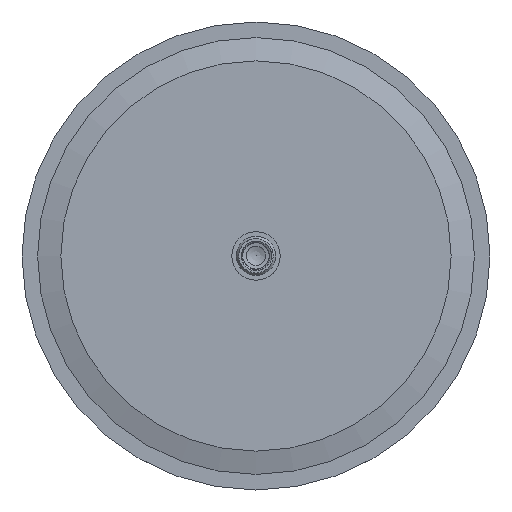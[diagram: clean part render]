
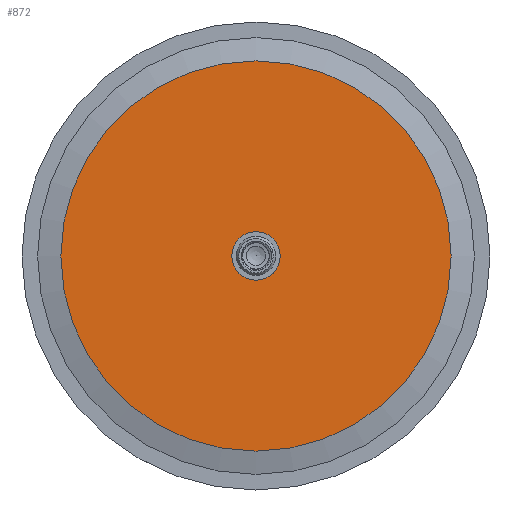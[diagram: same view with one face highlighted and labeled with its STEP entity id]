
A CAD part, top view. The second image highlights one B-rep face of the part: STEP entity #872.
In plain terms, the highlighted planar face has unit normal (0, 0, 1).
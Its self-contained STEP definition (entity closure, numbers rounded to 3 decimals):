
#872=ADVANCED_FACE('',(#1725,#2027),#1078,.F.);
#1078=PLANE('',#6345);
#1725=FACE_BOUND('',#2956,.T.);
#2027=FACE_OUTER_BOUND('',#2957,.T.);
#2956=EDGE_LOOP('',(#3909));
#2957=EDGE_LOOP('',(#3910));
#3909=ORIENTED_EDGE('',*,*,#4921,.T.);
#3910=ORIENTED_EDGE('',*,*,#4920,.F.);
#4432=VERTEX_POINT('',#9653);
#4433=VERTEX_POINT('',#9656);
#4920=EDGE_CURVE('',#4432,#4432,#5411,.T.);
#4921=EDGE_CURVE('',#4433,#4433,#5412,.T.);
#5411=CIRCLE('',#6342,125.072);
#5412=CIRCLE('',#6344,15.5);
#6342=AXIS2_PLACEMENT_3D('',#9652,#8209,#8210);
#6344=AXIS2_PLACEMENT_3D('',#9655,#8213,#8214);
#6345=AXIS2_PLACEMENT_3D('',#9657,#8215,#8216);
#8209=DIRECTION('',(0.,0.,-1.));
#8210=DIRECTION('',(-1.,0.,0.));
#8213=DIRECTION('',(0.,0.,-1.));
#8214=DIRECTION('',(1.,0.,0.));
#8215=DIRECTION('',(0.,0.,-1.));
#8216=DIRECTION('',(-1.,0.,0.));
#9652=CARTESIAN_POINT('',(0.,0.,7.));
#9653=CARTESIAN_POINT('',(-125.072,0.,7.));
#9655=CARTESIAN_POINT('',(0.,0.,7.));
#9656=CARTESIAN_POINT('',(15.5,0.,7.));
#9657=CARTESIAN_POINT('',(0.,0.,7.));
